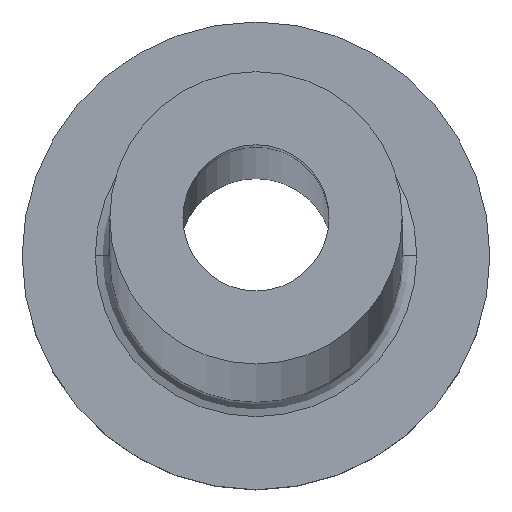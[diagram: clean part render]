
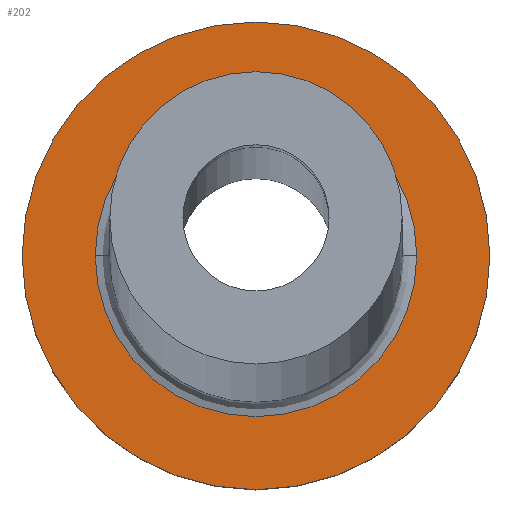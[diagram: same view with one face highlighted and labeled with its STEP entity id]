
A CAD part, top view. The second image highlights one B-rep face of the part: STEP entity #202.
In plain terms, the highlighted planar face has unit normal (0, 0, 1).
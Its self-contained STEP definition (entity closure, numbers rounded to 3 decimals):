
#30 = CARTESIAN_POINT ( 'NONE',  ( 5.5, 0., 5. ) ) ;
#38 = DIRECTION ( 'NONE',  ( 0., 0., -1. ) ) ;
#43 = ORIENTED_EDGE ( 'NONE', *, *, #340, .T. ) ;
#70 = CARTESIAN_POINT ( 'NONE',  ( 0., 0., 5. ) ) ;
#81 = FACE_OUTER_BOUND ( 'NONE', #376, .T. ) ;
#96 = CIRCLE ( 'NONE', #358, 5.5 ) ;
#98 = CIRCLE ( 'NONE', #363, 5.5 ) ;
#106 = VERTEX_POINT ( 'NONE', #30 ) ;
#122 = FACE_BOUND ( 'NONE', #194, .T. ) ;
#128 = CARTESIAN_POINT ( 'NONE',  ( 0., 0., 5. ) ) ;
#140 = EDGE_CURVE ( 'NONE', #391, #406, #298, .T. ) ;
#147 = CARTESIAN_POINT ( 'NONE',  ( 8., 0., 5. ) ) ;
#150 = AXIS2_PLACEMENT_3D ( 'NONE', #128, #263, #368 ) ;
#181 = DIRECTION ( 'NONE',  ( 1., 0., 0. ) ) ;
#194 = EDGE_LOOP ( 'NONE', ( #282, #270 ) ) ;
#202 = ADVANCED_FACE ( 'NONE', ( #122, #81 ), #218, .T. ) ;
#207 = DIRECTION ( 'NONE',  ( 0., 0., -1. ) ) ;
#218 = PLANE ( 'NONE',  #150 ) ;
#227 = AXIS2_PLACEMENT_3D ( 'NONE', #320, #250, #454 ) ;
#250 = DIRECTION ( 'NONE',  ( 0., 0., 1. ) ) ;
#251 = DIRECTION ( 'NONE',  ( 1., 0., 0. ) ) ;
#263 = DIRECTION ( 'NONE',  ( 0., 0., 1. ) ) ;
#270 = ORIENTED_EDGE ( 'NONE', *, *, #449, .T. ) ;
#282 = ORIENTED_EDGE ( 'NONE', *, *, #426, .T. ) ;
#287 = CARTESIAN_POINT ( 'NONE',  ( 0., 0., 5. ) ) ;
#298 = CIRCLE ( 'NONE', #349, 8. ) ;
#320 = CARTESIAN_POINT ( 'NONE',  ( 0., 0., 5. ) ) ;
#327 = DIRECTION ( 'NONE',  ( 1., 0., 0. ) ) ;
#340 = EDGE_CURVE ( 'NONE', #406, #391, #444, .T. ) ;
#349 = AXIS2_PLACEMENT_3D ( 'NONE', #287, #422, #251 ) ;
#358 = AXIS2_PLACEMENT_3D ( 'NONE', #423, #38, #327 ) ;
#362 = CARTESIAN_POINT ( 'NONE',  ( -8., 0., 5. ) ) ;
#363 = AXIS2_PLACEMENT_3D ( 'NONE', #70, #207, #181 ) ;
#368 = DIRECTION ( 'NONE',  ( 1., 0., 0. ) ) ;
#374 = ORIENTED_EDGE ( 'NONE', *, *, #140, .T. ) ;
#376 = EDGE_LOOP ( 'NONE', ( #43, #374 ) ) ;
#391 = VERTEX_POINT ( 'NONE', #147 ) ;
#406 = VERTEX_POINT ( 'NONE', #362 ) ;
#412 = CARTESIAN_POINT ( 'NONE',  ( -5.5, 0., 5. ) ) ;
#417 = VERTEX_POINT ( 'NONE', #412 ) ;
#422 = DIRECTION ( 'NONE',  ( 0., 0., 1. ) ) ;
#423 = CARTESIAN_POINT ( 'NONE',  ( 0., 0., 5. ) ) ;
#426 = EDGE_CURVE ( 'NONE', #106, #417, #96, .T. ) ;
#444 = CIRCLE ( 'NONE', #227, 8. ) ;
#449 = EDGE_CURVE ( 'NONE', #417, #106, #98, .T. ) ;
#454 = DIRECTION ( 'NONE',  ( 1., 0., 0. ) ) ;
